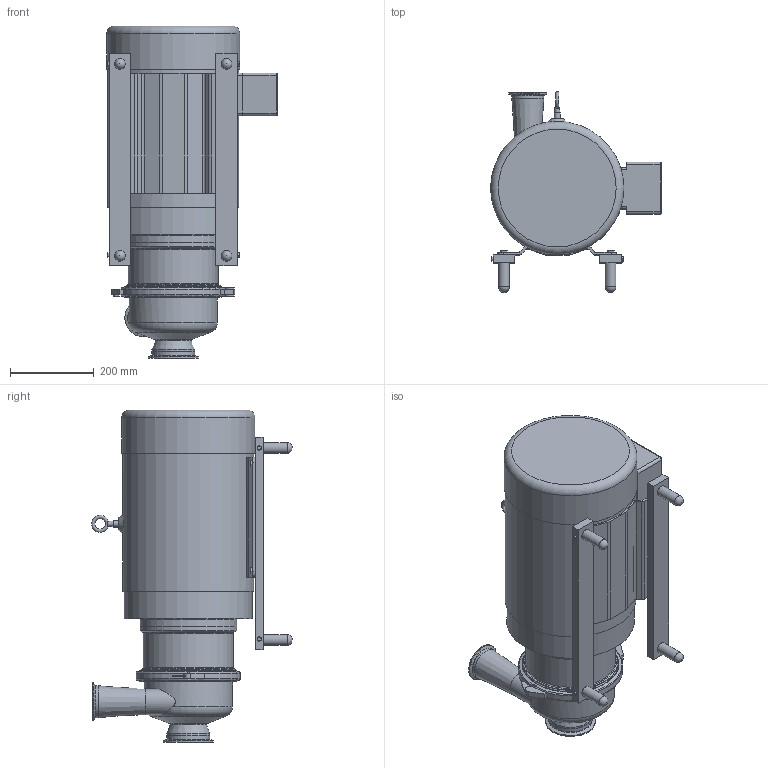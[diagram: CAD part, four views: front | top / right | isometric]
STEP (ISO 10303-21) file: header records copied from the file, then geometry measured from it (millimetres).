
FILE_DESCRIPTION(/* description */ (''),/* implementation_level */ '2;1');
FILE_NAME(/* name */ 'W+_W+30-80_256TC_4.0x3.0_S-Line_20HP_SM.stp',/* time_stamp */ '2020-09-02T11:00:41+06:00',/* author */ ('KRXREM'),/* organization */ (''),/* preprocessor_version */ 'ST-DEVELOPER v17',/* originating_system */ 'Autodesk Inventor 2018',/* authorisation */ '');
FILE_SCHEMA (('AUTOMOTIVE_DESIGN { 1 0 10303 214 3 1 1 }'));
Length unit declared in the file: inch
Products named in the file (1): W+_W+30-80_256TC_4.0x3.0_S-Line_20HP_SM
Bounding box: 406.91 x 478.79 x 790.85 mm (x, y, z)
Volume: 50640088.4 mm3; surface area: 1185160.9 mm2
Topology: 3 solids, 3 shells, 432 faces, 1158 edges, 753 vertices
Faces by surface type: plane 212, cone 88, cylinder 78, bspline 29, torus 21, sphere 4
Full cylindrical faces by diameter (mm): 6.35 x2, 10 x1, 12.813 x1, 13.462 x2, 15.375 x1, 25.4 x4, 25.451 x4, 61.387 x1, 71.984 x1, 76.327 x1, 90.907 x1, 97.384 x1, 101.727 x1, 102 x1, 118.923 x1, 210.5 x1, 214 x1, 215.9 x2, 225 x1, 230 x2, 304.8 x1, 312.674 x1, 317.5 x1
Entity records: 14330 total; most frequent: CARTESIAN_POINT 3473, ORIENTED_EDGE 2308, DIRECTION 2126, EDGE_CURVE 1154, AXIS2_PLACEMENT_3D 791, VERTEX_POINT 753, LINE 544, VECTOR 544
